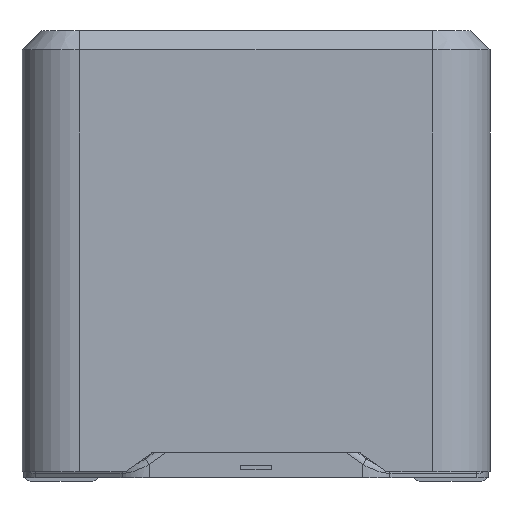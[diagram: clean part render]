
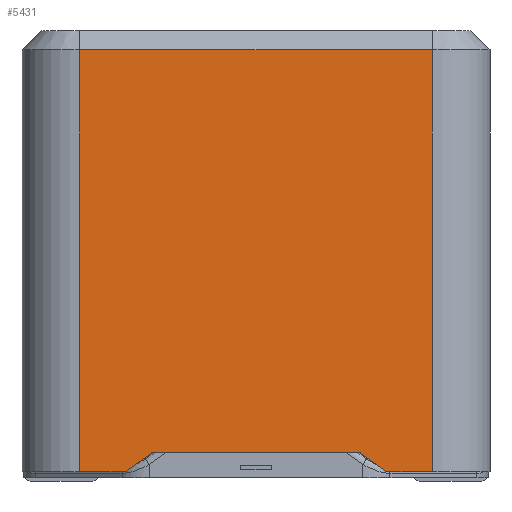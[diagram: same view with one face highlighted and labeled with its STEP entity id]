
A CAD part, front view. The second image highlights one B-rep face of the part: STEP entity #5431.
In plain terms, the highlighted planar face has unit normal (0, -1, 0).
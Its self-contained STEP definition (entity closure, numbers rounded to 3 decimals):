
#228=PLANE('',#6562);
#699=LINE('',#10571,#1184);
#700=LINE('',#10574,#1185);
#701=LINE('',#10576,#1186);
#702=LINE('',#10578,#1187);
#703=LINE('',#10580,#1188);
#704=LINE('',#10582,#1189);
#705=LINE('',#10584,#1190);
#706=LINE('',#10586,#1191);
#1184=VECTOR('',#7843,1000.);
#1185=VECTOR('',#7844,1000.);
#1186=VECTOR('',#7845,1000.);
#1187=VECTOR('',#7846,1000.);
#1188=VECTOR('',#7847,1000.);
#1189=VECTOR('',#7848,1000.);
#1190=VECTOR('',#7849,1000.);
#1191=VECTOR('',#7850,1000.);
#2889=ORIENTED_EDGE('',*,*,#3808,.F.);
#2890=ORIENTED_EDGE('',*,*,#3809,.T.);
#2891=ORIENTED_EDGE('',*,*,#3810,.T.);
#2892=ORIENTED_EDGE('',*,*,#3811,.T.);
#2893=ORIENTED_EDGE('',*,*,#3812,.T.);
#2894=ORIENTED_EDGE('',*,*,#3813,.F.);
#2895=ORIENTED_EDGE('',*,*,#3814,.T.);
#2896=ORIENTED_EDGE('',*,*,#3815,.T.);
#3808=EDGE_CURVE('',#4346,#4347,#699,.T.);
#3809=EDGE_CURVE('',#4346,#4348,#700,.T.);
#3810=EDGE_CURVE('',#4348,#4349,#701,.T.);
#3811=EDGE_CURVE('',#4349,#4350,#702,.T.);
#3812=EDGE_CURVE('',#4350,#4351,#703,.T.);
#3813=EDGE_CURVE('',#4352,#4351,#704,.T.);
#3814=EDGE_CURVE('',#4352,#4353,#705,.T.);
#3815=EDGE_CURVE('',#4353,#4347,#706,.T.);
#4346=VERTEX_POINT('',#10572);
#4347=VERTEX_POINT('',#10573);
#4348=VERTEX_POINT('',#10575);
#4349=VERTEX_POINT('',#10577);
#4350=VERTEX_POINT('',#10579);
#4351=VERTEX_POINT('',#10581);
#4352=VERTEX_POINT('',#10583);
#4353=VERTEX_POINT('',#10585);
#4798=EDGE_LOOP('',(#2889,#2890,#2891,#2892,#2893,#2894,#2895,#2896));
#5120=FACE_BOUND('',#4798,.T.);
#5431=ADVANCED_FACE('',(#5120),#228,.F.);
#6562=AXIS2_PLACEMENT_3D('',#10570,#7841,#7842);
#7841=DIRECTION('',(0.,1.,0.));
#7842=DIRECTION('',(-1.,0.,0.));
#7843=DIRECTION('',(-1.,0.,0.));
#7844=DIRECTION('',(0.816,0.,0.577));
#7845=DIRECTION('',(1.,0.,0.));
#7846=DIRECTION('',(0.816,0.,-0.577));
#7847=DIRECTION('',(1.,0.,0.));
#7848=DIRECTION('',(0.,0.,-1.));
#7849=DIRECTION('',(-1.,0.,0.));
#7850=DIRECTION('',(0.,0.,-1.));
#10570=CARTESIAN_POINT('',(-6.1,-6.1,11.65));
#10571=CARTESIAN_POINT('',(-2.702,-6.1,0.15));
#10572=CARTESIAN_POINT('',(-3.409,-6.1,0.15));
#10573=CARTESIAN_POINT('',(-4.6,-6.1,0.15));
#10574=CARTESIAN_POINT('',(0.218,-6.1,2.715));
#10575=CARTESIAN_POINT('',(-2.702,-6.1,0.65));
#10576=CARTESIAN_POINT('',(-6.1,-6.1,0.65));
#10577=CARTESIAN_POINT('',(2.702,-6.1,0.65));
#10578=CARTESIAN_POINT('',(-8.351,-6.1,8.466));
#10579=CARTESIAN_POINT('',(3.409,-6.1,0.15));
#10580=CARTESIAN_POINT('',(2.702,-6.1,0.15));
#10581=CARTESIAN_POINT('',(4.6,-6.1,0.15));
#10582=CARTESIAN_POINT('',(4.6,-6.1,11.65));
#10583=CARTESIAN_POINT('',(4.6,-6.1,11.15));
#10584=CARTESIAN_POINT('',(-4.6,-6.1,11.15));
#10585=CARTESIAN_POINT('',(-4.6,-6.1,11.15));
#10586=CARTESIAN_POINT('',(-4.6,-6.1,11.65));
